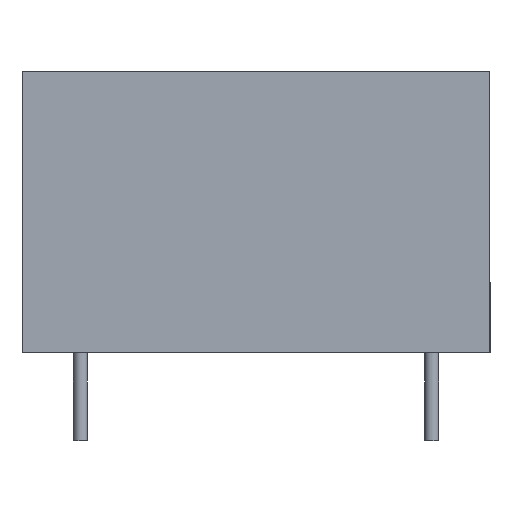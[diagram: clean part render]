
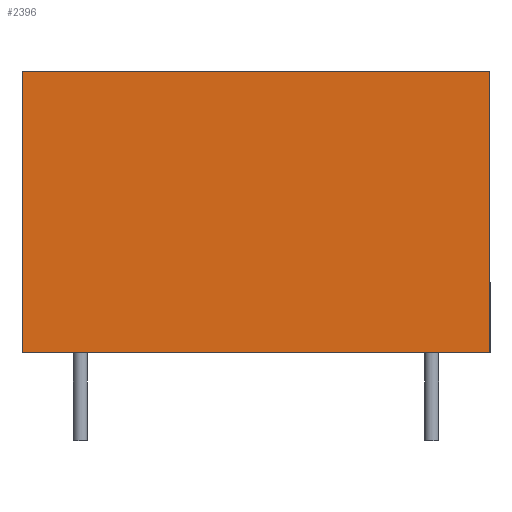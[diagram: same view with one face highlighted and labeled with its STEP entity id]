
A CAD part, front view. The second image highlights one B-rep face of the part: STEP entity #2396.
In plain terms, the highlighted planar face has unit normal (0, -1, 0).
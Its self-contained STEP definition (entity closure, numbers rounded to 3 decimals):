
#527 = LINE ( 'NONE', #1249, #1727 ) ;
#617 = EDGE_CURVE ( 'NONE', #5704, #6066, #527, .T. ) ;
#673 = CARTESIAN_POINT ( 'NONE',  ( 10.15, -15.9, 0. ) ) ;
#1041 = VECTOR ( 'NONE', #3212, 1000. ) ;
#1249 = CARTESIAN_POINT ( 'NONE',  ( -10.15, -15.9, 0. ) ) ;
#1644 = CARTESIAN_POINT ( 'NONE',  ( -10.15, -15.9, 0. ) ) ;
#1657 = EDGE_LOOP ( 'NONE', ( #2122, #4936, #3096, #4742 ) ) ;
#1727 = VECTOR ( 'NONE', #2273, 1000. ) ;
#1894 = AXIS2_PLACEMENT_3D ( 'NONE', #673, #3031, #5722 ) ;
#1987 = CARTESIAN_POINT ( 'NONE',  ( 0., -15.9, 0. ) ) ;
#2122 = ORIENTED_EDGE ( 'NONE', *, *, #2408, .T. ) ;
#2273 = DIRECTION ( 'NONE',  ( 0., 0., -1. ) ) ;
#2300 = VECTOR ( 'NONE', #3547, 1000. ) ;
#2396 = ADVANCED_FACE ( 'NONE', ( #6996 ), #5867, .T. ) ;
#2408 = EDGE_CURVE ( 'NONE', #6066, #7309, #2541, .T. ) ;
#2541 = LINE ( 'NONE', #1987, #1041 ) ;
#3031 = DIRECTION ( 'NONE',  ( 0., -1., 0. ) ) ;
#3096 = ORIENTED_EDGE ( 'NONE', *, *, #4569, .T. ) ;
#3212 = DIRECTION ( 'NONE',  ( 1., 0., 0. ) ) ;
#3383 = DIRECTION ( 'NONE',  ( -1., 0., 0. ) ) ;
#3547 = DIRECTION ( 'NONE',  ( 0., 0., -1. ) ) ;
#3875 = VERTEX_POINT ( 'NONE', #6777 ) ;
#4569 = EDGE_CURVE ( 'NONE', #3875, #5704, #6856, .T. ) ;
#4610 = LINE ( 'NONE', #6309, #2300 ) ;
#4742 = ORIENTED_EDGE ( 'NONE', *, *, #617, .T. ) ;
#4936 = ORIENTED_EDGE ( 'NONE', *, *, #5523, .F. ) ;
#5523 = EDGE_CURVE ( 'NONE', #3875, #7309, #4610, .T. ) ;
#5600 = CARTESIAN_POINT ( 'NONE',  ( 10.15, -15.9, 0. ) ) ;
#5704 = VERTEX_POINT ( 'NONE', #7329 ) ;
#5722 = DIRECTION ( 'NONE',  ( 0., 0., -1. ) ) ;
#5867 = PLANE ( 'NONE',  #1894 ) ;
#6066 = VERTEX_POINT ( 'NONE', #1644 ) ;
#6222 = CARTESIAN_POINT ( 'NONE',  ( 10.15, -15.9, 12.2 ) ) ;
#6309 = CARTESIAN_POINT ( 'NONE',  ( 10.15, -15.9, 0. ) ) ;
#6507 = VECTOR ( 'NONE', #3383, 1000. ) ;
#6777 = CARTESIAN_POINT ( 'NONE',  ( 10.15, -15.9, 12.2 ) ) ;
#6856 = LINE ( 'NONE', #6222, #6507 ) ;
#6996 = FACE_OUTER_BOUND ( 'NONE', #1657, .T. ) ;
#7309 = VERTEX_POINT ( 'NONE', #5600 ) ;
#7329 = CARTESIAN_POINT ( 'NONE',  ( -10.15, -15.9, 12.2 ) ) ;
